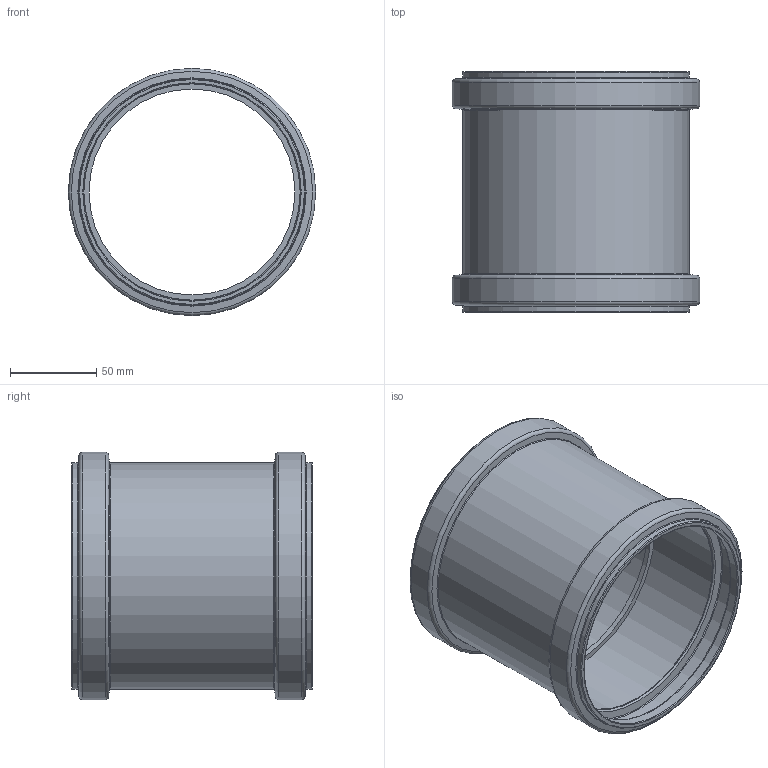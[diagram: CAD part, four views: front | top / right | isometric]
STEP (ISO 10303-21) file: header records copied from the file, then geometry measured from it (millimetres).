
FILE_DESCRIPTION(/* description */ (''),/* implementation_level */ '2;1');
FILE_NAME(/* name */ '221510 KGMM Doppelmuffe DN_OD 125.stp',/* time_stamp */ '2017-04-18T11:02:27+02:00',/* author */ ('user1'),/* organization */ (''),/* preprocessor_version */ 'ST-DEVELOPER v16.1',/* originating_system */ 'Autodesk Inventor 2016',/* authorisation */ '');
FILE_SCHEMA (('AUTOMOTIVE_DESIGN { 1 0 10303 214 3 1 1 }'));
Length unit declared in the file: millimetre
Products named in the file (1): 221510 KGMM Doppelmuffe DN_OD 125
Bounding box: 143.8 x 140 x 143.8 mm (x, y, z)
Volume: 197687.5 mm3; surface area: 135931 mm2
Topology: 1 solids, 1 shells, 48 faces, 90 edges, 48 vertices
Faces by surface type: torus 20, cylinder 14, cone 8, plane 6
Full cylindrical faces by diameter (mm): 119.7 x1, 125.7 x2, 126 x4, 131.5 x1, 131.8 x2, 138 x2, 143.8 x2
Entity records: 992 total; most frequent: DIRECTION 194, CARTESIAN_POINT 145, AXIS2_PLACEMENT_3D 97, EDGE_LOOP 96, ORIENTED_EDGE 96, FACE_BOUND 48, FACE_OUTER_BOUND 48, CIRCLE 48
